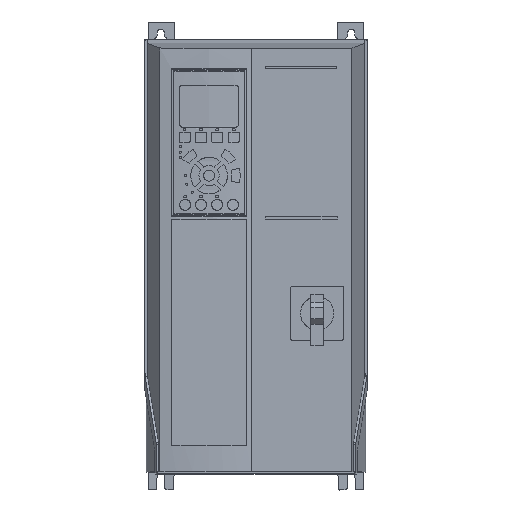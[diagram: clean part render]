
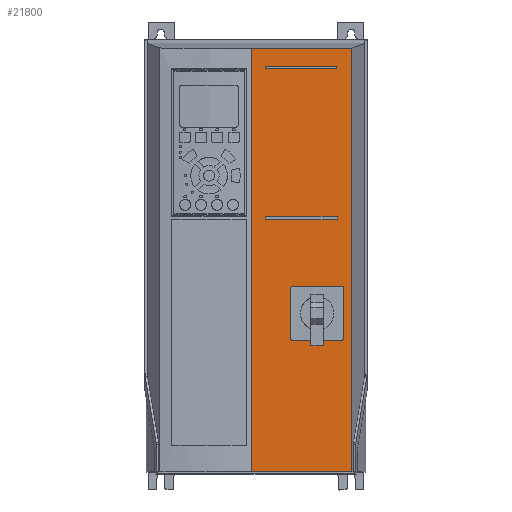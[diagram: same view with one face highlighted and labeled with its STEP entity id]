
A CAD part, top view. The second image highlights one B-rep face of the part: STEP entity #21800.
In plain terms, the highlighted planar face has unit normal (0, 0, 1).
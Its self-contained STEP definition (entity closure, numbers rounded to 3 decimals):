
#1963=DIRECTION('',(1.,0.,0.));
#1964=VECTOR('',#1963,90.165);
#1965=CARTESIAN_POINT('',(-4.08,186.3,78.1));
#1966=LINE('',#1965,#1964);
#1967=DIRECTION('',(0.,-1.,0.));
#1968=VECTOR('',#1967,380.3);
#1969=CARTESIAN_POINT('',(86.085,186.3,78.1));
#1970=LINE('',#1969,#1968);
#1971=CARTESIAN_POINT('',(77.4,-29.26,78.1));
#1972=DIRECTION('',(0.,0.,1.));
#1973=DIRECTION('',(1.,0.,0.));
#1974=AXIS2_PLACEMENT_3D('',#1971,#1972,#1973);
#1976=CARTESIAN_POINT('',(32.4,-29.26,78.1));
#1977=DIRECTION('',(0.,0.,1.));
#1978=DIRECTION('',(0.,1.,0.));
#1979=AXIS2_PLACEMENT_3D('',#1976,#1977,#1978);
#1981=CARTESIAN_POINT('',(32.4,-74.26,78.1));
#1982=DIRECTION('',(0.,0.,1.));
#1983=DIRECTION('',(-1.,0.,0.));
#1984=AXIS2_PLACEMENT_3D('',#1981,#1982,#1983);
#1986=CARTESIAN_POINT('',(77.4,-74.26,78.1));
#1987=DIRECTION('',(0.,0.,1.));
#1988=DIRECTION('',(0.,-1.,0.));
#1989=AXIS2_PLACEMENT_3D('',#1986,#1987,#1988);
#2005=DIRECTION('',(1.,0.,0.));
#2006=VECTOR('',#2005,90.165);
#2007=CARTESIAN_POINT('',(-4.08,-194.,78.1));
#2008=LINE('',#2007,#2006);
#7477=DIRECTION('',(0.,-1.,0.));
#7478=VECTOR('',#7477,380.3);
#7479=CARTESIAN_POINT('',(-4.08,186.3,78.1));
#7480=LINE('',#7479,#7478);
#16082=DIRECTION('',(1.,0.,0.));
#16083=VECTOR('',#16082,63.726);
#16084=CARTESIAN_POINT('',(8.837,169.993,78.1));
#16085=LINE('',#16084,#16083);
#16090=DIRECTION('',(0.,-1.,0.));
#16091=VECTOR('',#16090,2.226);
#16092=CARTESIAN_POINT('',(72.563,169.993,78.1));
#16093=LINE('',#16092,#16091);
#16098=DIRECTION('',(-1.,0.,0.));
#16099=VECTOR('',#16098,63.726);
#16100=CARTESIAN_POINT('',(72.563,167.767,78.1));
#16101=LINE('',#16100,#16099);
#16106=DIRECTION('',(0.,1.,0.));
#16107=VECTOR('',#16106,2.226);
#16108=CARTESIAN_POINT('',(8.837,167.767,78.1));
#16109=LINE('',#16108,#16107);
#16138=DIRECTION('',(0.,-1.,0.));
#16139=VECTOR('',#16138,45.);
#16140=CARTESIAN_POINT('',(78.9,-29.26,78.1));
#16141=LINE('',#16140,#16139);
#16150=DIRECTION('',(-1.,0.,0.));
#16151=VECTOR('',#16150,45.);
#16152=CARTESIAN_POINT('',(77.4,-75.76,78.1));
#16153=LINE('',#16152,#16151);
#16162=DIRECTION('',(0.,1.,0.));
#16163=VECTOR('',#16162,45.);
#16164=CARTESIAN_POINT('',(30.9,-74.26,78.1));
#16165=LINE('',#16164,#16163);
#16174=DIRECTION('',(1.,0.,0.));
#16175=VECTOR('',#16174,45.);
#16176=CARTESIAN_POINT('',(32.4,-27.76,78.1));
#16177=LINE('',#16176,#16175);
#16410=DIRECTION('',(-1.,0.,0.));
#16411=VECTOR('',#16410,64.168);
#16412=CARTESIAN_POINT('',(72.784,32.646,78.1));
#16413=LINE('',#16412,#16411);
#16418=DIRECTION('',(0.,1.,0.));
#16419=VECTOR('',#16418,2.668);
#16420=CARTESIAN_POINT('',(8.616,32.646,78.1));
#16421=LINE('',#16420,#16419);
#16426=DIRECTION('',(1.,0.,0.));
#16427=VECTOR('',#16426,64.168);
#16428=CARTESIAN_POINT('',(8.616,35.314,78.1));
#16429=LINE('',#16428,#16427);
#16434=DIRECTION('',(0.,-1.,0.));
#16435=VECTOR('',#16434,2.668);
#16436=CARTESIAN_POINT('',(72.784,35.314,78.1));
#16437=LINE('',#16436,#16435);
#18013=CARTESIAN_POINT('',(-4.08,-194.,78.1));
#18015=VERTEX_POINT('',#18013);
#18016=CARTESIAN_POINT('',(86.085,-194.,78.1));
#18017=VERTEX_POINT('',#18016);
#19429=CARTESIAN_POINT('',(86.085,186.3,78.1));
#19430=VERTEX_POINT('',#19429);
#19930=CARTESIAN_POINT('',(-4.08,186.3,78.1));
#19931=VERTEX_POINT('',#19930);
#19933=CARTESIAN_POINT('',(8.837,169.993,78.1));
#19934=CARTESIAN_POINT('',(72.563,169.993,78.1));
#19935=VERTEX_POINT('',#19933);
#19936=VERTEX_POINT('',#19934);
#19937=CARTESIAN_POINT('',(8.837,167.767,78.1));
#19938=VERTEX_POINT('',#19937);
#19939=CARTESIAN_POINT('',(72.563,167.767,78.1));
#19940=VERTEX_POINT('',#19939);
#19941=CARTESIAN_POINT('',(78.9,-29.26,78.1));
#19942=CARTESIAN_POINT('',(77.4,-27.76,78.1));
#19943=VERTEX_POINT('',#19941);
#19944=VERTEX_POINT('',#19942);
#19945=CARTESIAN_POINT('',(32.4,-27.76,78.1));
#19946=VERTEX_POINT('',#19945);
#19947=CARTESIAN_POINT('',(30.9,-29.26,78.1));
#19948=VERTEX_POINT('',#19947);
#19949=CARTESIAN_POINT('',(30.9,-74.26,78.1));
#19950=VERTEX_POINT('',#19949);
#19951=CARTESIAN_POINT('',(32.4,-75.76,78.1));
#19952=VERTEX_POINT('',#19951);
#19953=CARTESIAN_POINT('',(77.4,-75.76,78.1));
#19954=VERTEX_POINT('',#19953);
#19955=CARTESIAN_POINT('',(78.9,-74.26,78.1));
#19956=VERTEX_POINT('',#19955);
#19957=CARTESIAN_POINT('',(72.784,32.646,78.1));
#19958=CARTESIAN_POINT('',(8.616,32.646,78.1));
#19959=VERTEX_POINT('',#19957);
#19960=VERTEX_POINT('',#19958);
#19961=CARTESIAN_POINT('',(72.784,35.314,78.1));
#19962=VERTEX_POINT('',#19961);
#19963=CARTESIAN_POINT('',(8.616,35.314,78.1));
#19964=VERTEX_POINT('',#19963);
#21749=CARTESIAN_POINT('',(86.085,-194.,78.1));
#21750=DIRECTION('',(0.,0.,1.));
#21751=DIRECTION('',(-1.,0.,0.));
#21752=AXIS2_PLACEMENT_3D('',#21749,#21750,#21751);
#21753=PLANE('',#21752);
#21754=ORIENTED_EDGE('',*,*,#21737,.T.);
#21755=ORIENTED_EDGE('',*,*,#21497,.T.);
#21757=ORIENTED_EDGE('',*,*,#21756,.F.);
#21759=ORIENTED_EDGE('',*,*,#21758,.F.);
#21760=EDGE_LOOP('',(#21754,#21755,#21757,#21759));
#21761=FACE_OUTER_BOUND('',#21760,.F.);
#21763=ORIENTED_EDGE('',*,*,#21762,.F.);
#21765=ORIENTED_EDGE('',*,*,#21764,.F.);
#21767=ORIENTED_EDGE('',*,*,#21766,.F.);
#21769=ORIENTED_EDGE('',*,*,#21768,.F.);
#21770=EDGE_LOOP('',(#21763,#21765,#21767,#21769));
#21771=FACE_BOUND('',#21770,.F.);
#21773=ORIENTED_EDGE('',*,*,#21772,.T.);
#21775=ORIENTED_EDGE('',*,*,#21774,.F.);
#21777=ORIENTED_EDGE('',*,*,#21776,.T.);
#21779=ORIENTED_EDGE('',*,*,#21778,.F.);
#21781=ORIENTED_EDGE('',*,*,#21780,.T.);
#21783=ORIENTED_EDGE('',*,*,#21782,.F.);
#21785=ORIENTED_EDGE('',*,*,#21784,.T.);
#21787=ORIENTED_EDGE('',*,*,#21786,.F.);
#21788=EDGE_LOOP('',(#21773,#21775,#21777,#21779,#21781,#21783,#21785,#21787));
#21789=FACE_BOUND('',#21788,.F.);
#21791=ORIENTED_EDGE('',*,*,#21790,.F.);
#21793=ORIENTED_EDGE('',*,*,#21792,.F.);
#21795=ORIENTED_EDGE('',*,*,#21794,.F.);
#21797=ORIENTED_EDGE('',*,*,#21796,.F.);
#21798=EDGE_LOOP('',(#21791,#21793,#21795,#21797));
#21799=FACE_BOUND('',#21798,.F.);
#21800=ADVANCED_FACE('',(#21761,#21771,#21789,#21799),#21753,.T.);
#1975=CIRCLE('',#1974,1.5);
#1980=CIRCLE('',#1979,1.5);
#1985=CIRCLE('',#1984,1.5);
#1990=CIRCLE('',#1989,1.5);
#21497=EDGE_CURVE('',#19430,#18017,#1970,.T.);
#21737=EDGE_CURVE('',#19931,#19430,#1966,.T.);
#21756=EDGE_CURVE('',#18015,#18017,#2008,.T.);
#21758=EDGE_CURVE('',#19931,#18015,#7480,.T.);
#21762=EDGE_CURVE('',#19935,#19936,#16085,.T.);
#21764=EDGE_CURVE('',#19938,#19935,#16109,.T.);
#21766=EDGE_CURVE('',#19940,#19938,#16101,.T.);
#21768=EDGE_CURVE('',#19936,#19940,#16093,.T.);
#21772=EDGE_CURVE('',#19943,#19944,#1975,.T.);
#21774=EDGE_CURVE('',#19946,#19944,#16177,.T.);
#21776=EDGE_CURVE('',#19946,#19948,#1980,.T.);
#21778=EDGE_CURVE('',#19950,#19948,#16165,.T.);
#21780=EDGE_CURVE('',#19950,#19952,#1985,.T.);
#21782=EDGE_CURVE('',#19954,#19952,#16153,.T.);
#21784=EDGE_CURVE('',#19954,#19956,#1990,.T.);
#21786=EDGE_CURVE('',#19943,#19956,#16141,.T.);
#21790=EDGE_CURVE('',#19959,#19960,#16413,.T.);
#21792=EDGE_CURVE('',#19962,#19959,#16437,.T.);
#21794=EDGE_CURVE('',#19964,#19962,#16429,.T.);
#21796=EDGE_CURVE('',#19960,#19964,#16421,.T.);
